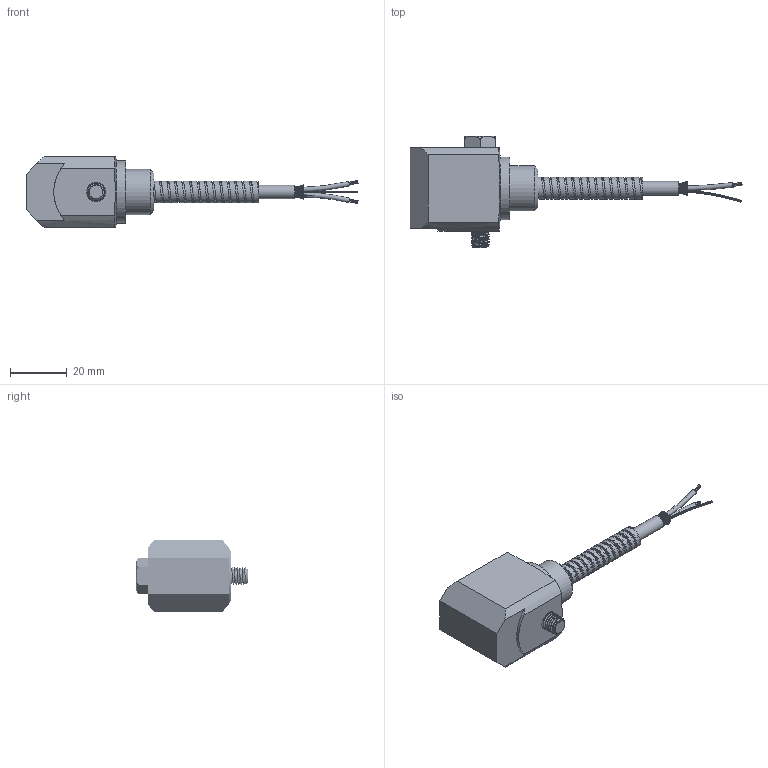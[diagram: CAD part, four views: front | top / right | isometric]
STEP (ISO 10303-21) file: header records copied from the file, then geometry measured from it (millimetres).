
FILE_DESCRIPTION(/* description */ (''),/* implementation_level */ '2;1');
FILE_NAME(/* name */ 'MASTER_TALL_SIDE_EXIT_ARMOR_LARGE.stp',/* time_stamp */ '2017-04-25T15:33:40-04:00',/* author */ ('aneininger'),/* organization */ (''),/* preprocessor_version */ 'ST-DEVELOPER v16.5',/* originating_system */ 'Autodesk Inventor 2017',/* authorisation */ '');
FILE_SCHEMA (('AUTOMOTIVE_DESIGN { 1 0 10303 214 3 1 1 }'));
Products named in the file (3): MASTER_TALL_SIDE_EXIT_ARMOR_LARGE; MASTER_TALL_SIDE_EXIT_ARMOR_LARGE_1; ACP32146
Assembly tree (2 placements, depth 2):
  MASTER_TALL_SIDE_EXIT_ARMOR_LARGE
    MASTER_TALL_SIDE_EXIT_ARMOR_LARGE_1
    ACP32146
Bounding box: 116.84 x 39.07 x 25.15 mm (x, y, z)
Volume: 17661.4 mm3; surface area: 15335.5 mm2
Topology: 3 solids, 3 shells, 989 faces, 3531 edges, 2148 vertices
Faces by surface type: bspline 501, plane 286, cylinder 141, torus 40, cone 21
Full cylindrical faces by diameter (mm): 0.127 x19, 0.203 x38, 2.381 x1, 3.581 x1, 4.039 x2, 4.762 x1, 4.826 x1, 4.953 x1, 4.978 x1, 5.105 x1, 6.756 x1, 11.43 x2, 12.7 x1, 13.335 x1, 15.875 x1, 18.821 x1, 18.923 x2, 19.304 x1, 22.047 x1
Entity records: 67876 total; most frequent: CARTESIAN_POINT 38766, ORIENTED_EDGE 6564, DIRECTION 5834, EDGE_CURVE 3267, AXIS2_PLACEMENT_3D 2780, VERTEX_POINT 2061, CIRCLE 1966, EDGE_LOOP 1210
